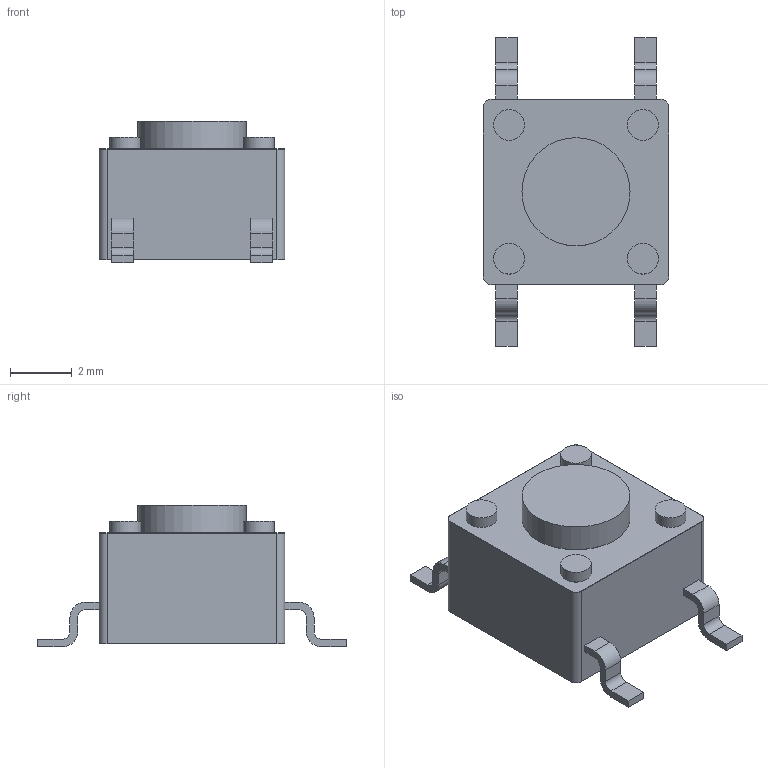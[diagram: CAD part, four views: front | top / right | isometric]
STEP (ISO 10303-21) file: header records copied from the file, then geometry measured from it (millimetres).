
FILE_DESCRIPTION(/* description */ (''),/* implementation_level */ '2;1');
FILE_NAME(/* name */ 'SW_Tactile.stp',/* time_stamp */ '2019-10-22T04:26:10+02:00',/* author */ ('DELL'),/* organization */ (''),/* preprocessor_version */ 'ST-DEVELOPER v17.2',/* originating_system */ 'Autodesk Inventor 2019',/* authorisation */ '');
FILE_SCHEMA (('AUTOMOTIVE_DESIGN { 1 0 10303 214 3 1 1 }'));
Length unit declared in the file: millimetre
Products named in the file (5): SW_Tactile; Body; Leads; Cover_plate; TE Connectivity
Assembly tree (4 placements, depth 2):
  SW_Tactile
    Body
    Leads
    Cover_plate
    TE Connectivity
Bounding box: 6 x 10 x 4.59 mm (x, y, z)
Volume: 140.9 mm3; surface area: 244.6 mm2
Topology: 24 solids, 24 shells, 333 faces, 850 edges, 570 vertices
Faces by surface type: plane 202, bspline 92, cylinder 39
Full cylindrical faces by diameter (mm): 1 x8, 3.5 x2
Entity records: 10786 total; most frequent: CARTESIAN_POINT 2665, ORIENTED_EDGE 1700, DIRECTION 1464, EDGE_CURVE 850, LINE 578, VECTOR 578, VERTEX_POINT 570, AXIS2_PLACEMENT_3D 443
